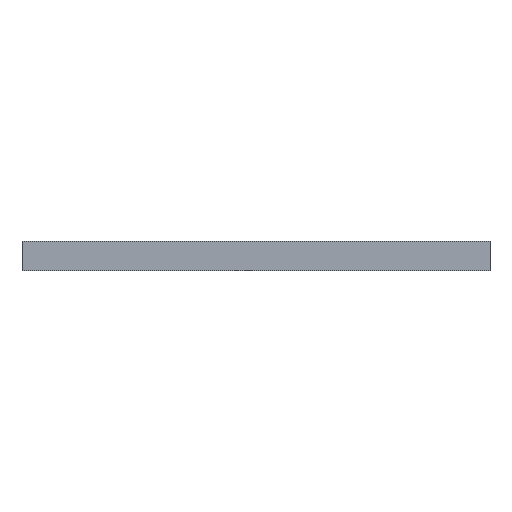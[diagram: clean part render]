
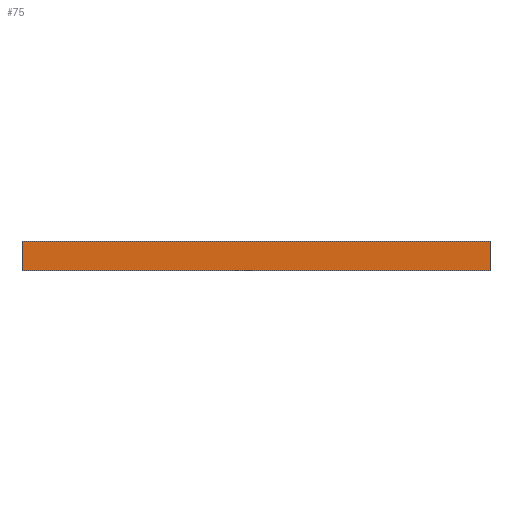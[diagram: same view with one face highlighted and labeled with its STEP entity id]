
A CAD part, left-side view. The second image highlights one B-rep face of the part: STEP entity #75.
In plain terms, the highlighted planar face has unit normal (-1, 0, 0).
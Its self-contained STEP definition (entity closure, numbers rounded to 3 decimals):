
#75 = ADVANCED_FACE( '', ( #358 ), #359, .F. );
#358 = FACE_OUTER_BOUND( '', #1716, .T. );
#359 = PLANE( '', #1717 );
#1716 = EDGE_LOOP( '', ( #3074, #3075, #3076, #3077 ) );
#1717 = AXIS2_PLACEMENT_3D( '', #3078, #3079, #3080 );
#3074 = ORIENTED_EDGE( '', *, *, #5014, .T. );
#3075 = ORIENTED_EDGE( '', *, *, #5015, .F. );
#3076 = ORIENTED_EDGE( '', *, *, #5016, .F. );
#3077 = ORIENTED_EDGE( '', *, *, #5017, .T. );
#3078 = CARTESIAN_POINT( '', ( -400., 400., 50. ) );
#3079 = DIRECTION( '', ( 1., 0., 0. ) );
#3080 = DIRECTION( '', ( 0., 0., -1. ) );
#5014 = EDGE_CURVE( '', #5562, #5563, #5564, .T. );
#5015 = EDGE_CURVE( '', #5565, #5563, #5566, .T. );
#5016 = EDGE_CURVE( '', #5567, #5565, #5568, .T. );
#5017 = EDGE_CURVE( '', #5567, #5562, #5569, .T. );
#5562 = VERTEX_POINT( '', #6650 );
#5563 = VERTEX_POINT( '', #6651 );
#5564 = LINE( '', #6652, #6653 );
#5565 = VERTEX_POINT( '', #6654 );
#5566 = LINE( '', #6655, #6656 );
#5567 = VERTEX_POINT( '', #6657 );
#5568 = LINE( '', #6658, #6659 );
#5569 = LINE( '', #6660, #6661 );
#6650 = CARTESIAN_POINT( '', ( -400., 400., 0. ) );
#6651 = CARTESIAN_POINT( '', ( -400., -400., 0. ) );
#6652 = CARTESIAN_POINT( '', ( -400., 400., 0. ) );
#6653 = VECTOR( '', #7750, 1000. );
#6654 = CARTESIAN_POINT( '', ( -400., -400., 50. ) );
#6655 = CARTESIAN_POINT( '', ( -400., -400., 50. ) );
#6656 = VECTOR( '', #7751, 1000. );
#6657 = CARTESIAN_POINT( '', ( -400., 400., 50. ) );
#6658 = CARTESIAN_POINT( '', ( -400., 400., 50. ) );
#6659 = VECTOR( '', #7752, 1000. );
#6660 = CARTESIAN_POINT( '', ( -400., 400., 50. ) );
#6661 = VECTOR( '', #7753, 1000. );
#7750 = DIRECTION( '', ( 0., -1., 0. ) );
#7751 = DIRECTION( '', ( 0., 0., -1. ) );
#7752 = DIRECTION( '', ( 0., -1., 0. ) );
#7753 = DIRECTION( '', ( 0., 0., -1. ) );
